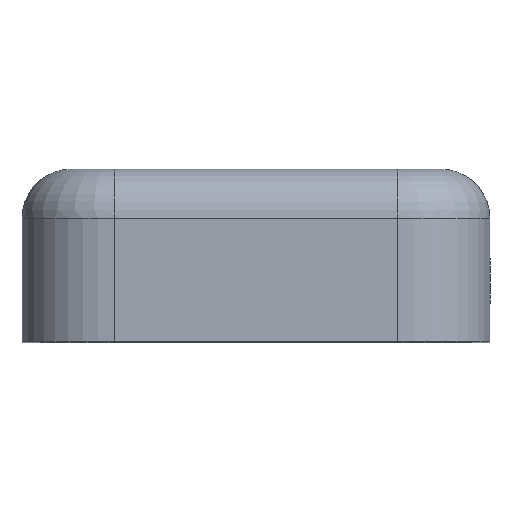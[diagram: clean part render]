
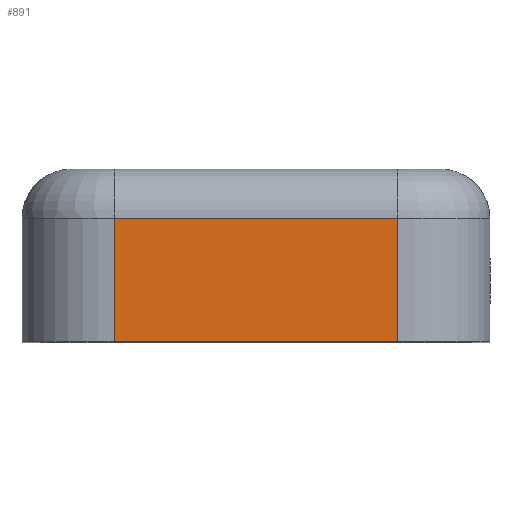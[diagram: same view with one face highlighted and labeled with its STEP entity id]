
A CAD part, top view. The second image highlights one B-rep face of the part: STEP entity #891.
In plain terms, the highlighted planar face has unit normal (0, 0, 1).
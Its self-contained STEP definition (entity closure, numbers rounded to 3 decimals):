
#45 = DIRECTION ( 'NONE',  ( 1., 0., 0. ) ) ;
#77 = LINE ( 'NONE', #211, #1955 ) ;
#80 = PLANE ( 'NONE',  #320 ) ;
#211 = CARTESIAN_POINT ( 'NONE',  ( 2.3, -0.3, 6.8 ) ) ;
#248 = DIRECTION ( 'NONE',  ( 0., 0., 1. ) ) ;
#262 = LINE ( 'NONE', #1453, #1681 ) ;
#320 = AXIS2_PLACEMENT_3D ( 'NONE', #1437, #248, #520 ) ;
#331 = DIRECTION ( 'NONE',  ( 1., 0., 0. ) ) ;
#335 = EDGE_CURVE ( 'NONE', #1870, #475, #262, .T. ) ;
#337 = LINE ( 'NONE', #642, #344 ) ;
#344 = VECTOR ( 'NONE', #331, 1000. ) ;
#393 = CARTESIAN_POINT ( 'NONE',  ( -2.3, -0.8, 6.8 ) ) ;
#475 = VERTEX_POINT ( 'NONE', #1499 ) ;
#520 = DIRECTION ( 'NONE',  ( 0., -1., 0. ) ) ;
#642 = CARTESIAN_POINT ( 'NONE',  ( -2.3, -0.8, 6.8 ) ) ;
#678 = VERTEX_POINT ( 'NONE', #1895 ) ;
#791 = ORIENTED_EDGE ( 'NONE', *, *, #1177, .T. ) ;
#880 = ORIENTED_EDGE ( 'NONE', *, *, #1330, .F. ) ;
#891 = ADVANCED_FACE ( 'NONE', ( #1901 ), #80, .T. ) ;
#962 = ORIENTED_EDGE ( 'NONE', *, *, #335, .T. ) ;
#1012 = VECTOR ( 'NONE', #45, 1000. ) ;
#1019 = DIRECTION ( 'NONE',  ( 0., -1., 0. ) ) ;
#1177 = EDGE_CURVE ( 'NONE', #475, #1404, #1706, .T. ) ;
#1314 = DIRECTION ( 'NONE',  ( 0., -1., 0. ) ) ;
#1330 = EDGE_CURVE ( 'NONE', #678, #1404, #77, .T. ) ;
#1404 = VERTEX_POINT ( 'NONE', #1891 ) ;
#1415 = CARTESIAN_POINT ( 'NONE',  ( -2.3, -2.8, 6.8 ) ) ;
#1437 = CARTESIAN_POINT ( 'NONE',  ( -2.3, -0.3, 6.8 ) ) ;
#1453 = CARTESIAN_POINT ( 'NONE',  ( -2.3, -0.3, 6.8 ) ) ;
#1499 = CARTESIAN_POINT ( 'NONE',  ( -2.3, -2.8, 6.8 ) ) ;
#1639 = EDGE_CURVE ( 'NONE', #1870, #678, #337, .T. ) ;
#1681 = VECTOR ( 'NONE', #1019, 1000. ) ;
#1706 = LINE ( 'NONE', #1415, #1012 ) ;
#1725 = EDGE_LOOP ( 'NONE', ( #791, #880, #1931, #962 ) ) ;
#1870 = VERTEX_POINT ( 'NONE', #393 ) ;
#1891 = CARTESIAN_POINT ( 'NONE',  ( 2.3, -2.8, 6.8 ) ) ;
#1895 = CARTESIAN_POINT ( 'NONE',  ( 2.3, -0.8, 6.8 ) ) ;
#1901 = FACE_OUTER_BOUND ( 'NONE', #1725, .T. ) ;
#1931 = ORIENTED_EDGE ( 'NONE', *, *, #1639, .F. ) ;
#1955 = VECTOR ( 'NONE', #1314, 1000. ) ;
